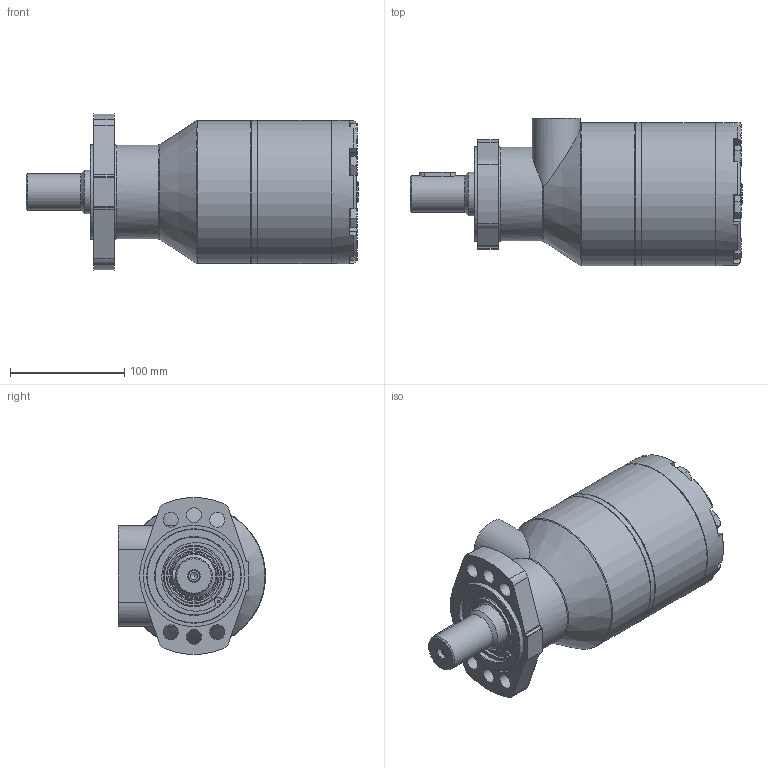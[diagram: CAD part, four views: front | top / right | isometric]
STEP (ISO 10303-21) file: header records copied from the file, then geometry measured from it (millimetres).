
FILE_DESCRIPTION( ( 'STEP AP214' ), '1' );
FILE_NAME( 'HWF470M2(EURO).stp', '2019-11-14T10:41:16', ( '' ), ( '' ), ' ', 'PARTsolutions', ' ' );
FILE_SCHEMA( ( 'AUTOMOTIVE_DESIGN { 1 0 10303 214 1 1 1 1 }' ) );
Length unit declared in the file: millimetre
Products named in the file (7): HWF470M2(EURO); _HWFMF; _HWMSH; _HWF; _HW470D; _HWFEC; HI_Hexagon bolt DIN 931-1 M10x800
Assembly tree (12 placements, depth 2):
  HWF470M2(EURO)
    _HWFMF
    _HWMSH
    _HWF
    _HW470D
    _HWFEC
    HI_Hexagon bolt DIN 931-1 M10x800  x7
Bounding box: 290.1 x 128.5 x 136.59 mm (x, y, z)
Volume: 2465237.8 mm3; surface area: 280237.3 mm2
Topology: 12 solids, 12 shells, 326 faces, 731 edges, 463 vertices
Faces by surface type: plane 143, cylinder 93, cone 74, torus 16
Full cylindrical faces by diameter (mm): 2 x2, 2.5 x2, 6.647 x1, 10 x8, 10.4 x7, 10.5 x7, 13.1 x6, 16 x7, 18 x1, 18.631 x2, 21 x1, 32 x1, 34 x2, 38.1 x1, 44 x1, 48 x1, 51.6 x1, 65 x1, 68 x3, 71 x1, 82 x1, 82.5 x1, 88.5 x1, 125 x4
Entity records: 7616 total; most frequent: CARTESIAN_POINT 1256, DIRECTION 1004, ORIENTED_EDGE 786, AXIS2_PLACEMENT_3D 428, EDGE_CURVE 393, EDGE_LOOP 346, VERTEX_POINT 304, FACE_OUTER_BOUND 266
